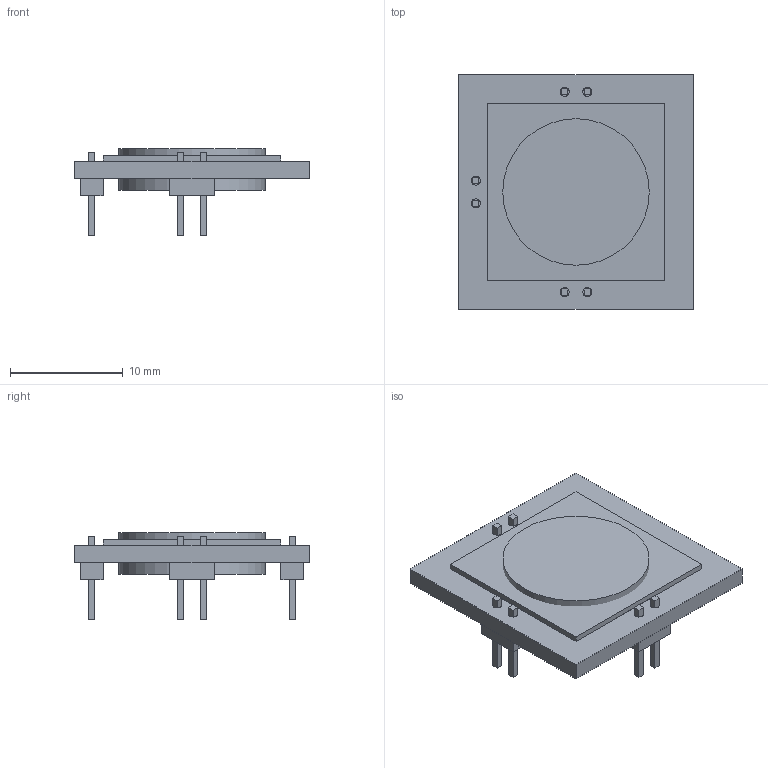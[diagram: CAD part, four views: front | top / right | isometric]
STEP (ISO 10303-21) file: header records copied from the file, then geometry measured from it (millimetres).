
FILE_DESCRIPTION(('FreeCAD Model'),'2;1');
FILE_NAME('SPEC-110-TH.step', '2018-03-21T09:34:10',('Author'),(''), 'Open CASCADE STEP processor 6.8','FreeCAD','Unknown');
FILE_SCHEMA(('AUTOMOTIVE_DESIGN_CC2 { 1 2 10303 214 -1 1 5 4 }'));
Length unit declared in the file: millimetre
Products named in the file (6): ASSEMBLY; glassPlate; pinPlastic; SensorCarrier; pinMetal; pinHole
Assembly tree (5 placements, depth 2):
  ASSEMBLY
    glassPlate
    pinPlastic
    SensorCarrier
    pinMetal
    pinHole
Bounding box: 20.83 x 20.83 x 7.69 mm (x, y, z)
Volume: 1034.7 mm3; surface area: 1862.9 mm2
Topology: 12 solids, 12 shells, 91 faces, 201 edges, 134 vertices
Faces by surface type: plane 72, cylinder 19
Full cylindrical faces by diameter (mm): 0.8 x6, 13 x1
Entity records: 2717 total; most frequent: DIRECTION 433, CARTESIAN_POINT 432, ORIENTED_EDGE 402, EDGE_CURVE 201, LINE 163, VECTOR 163, AXIS2_PLACEMENT_3D 135, VERTEX_POINT 134
